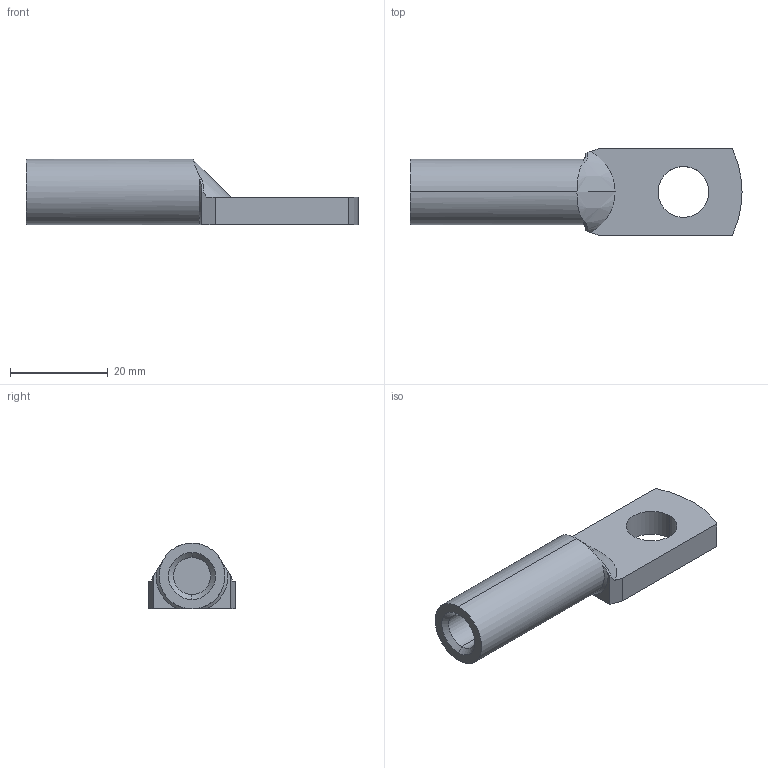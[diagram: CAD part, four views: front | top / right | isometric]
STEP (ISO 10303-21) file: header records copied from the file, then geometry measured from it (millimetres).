
FILE_DESCRIPTION (( 'STEP AP203' ), '1' );
FILE_NAME ('dl-35-8-8 侲膰翴籦鴀 DL-35-8-8 (甡).STEP', '2017-04-10T08:00:42', ( 'kuryshev' ), ( '' ), 'SwSTEP 2.0', 'SolidWorks 2010', '' );
FILE_SCHEMA (( 'CONFIG_CONTROL_DESIGN' ));
Length unit declared in the file: millimetre
Products named in the file (1): dl-35-8-8 侲膰翴籦鴀 DL-35-8-8 (甡)
Bounding box: 68 x 17.8 x 13.5 mm (x, y, z)
Volume: 7045.5 mm3; surface area: 3811.5 mm2
Topology: 1 solids, 1 shells, 25 faces, 61 edges, 39 vertices
Faces by surface type: plane 12, cylinder 7, cone 4, bspline 2
Entity records: 880 total; most frequent: CARTESIAN_POINT 218, ORIENTED_EDGE 122, DIRECTION 119, EDGE_CURVE 61, AXIS2_PLACEMENT_3D 44, VERTEX_POINT 39, LINE 31, VECTOR 31
